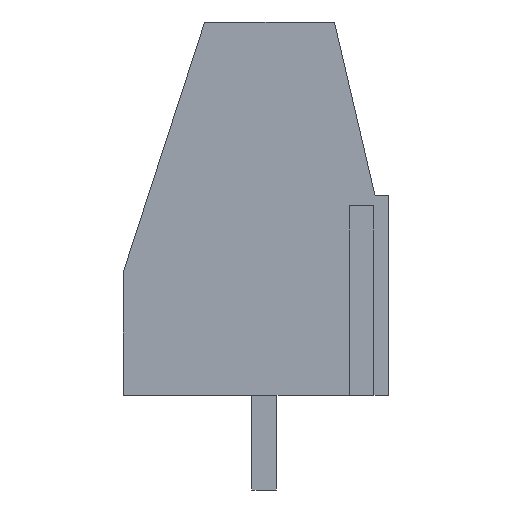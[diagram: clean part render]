
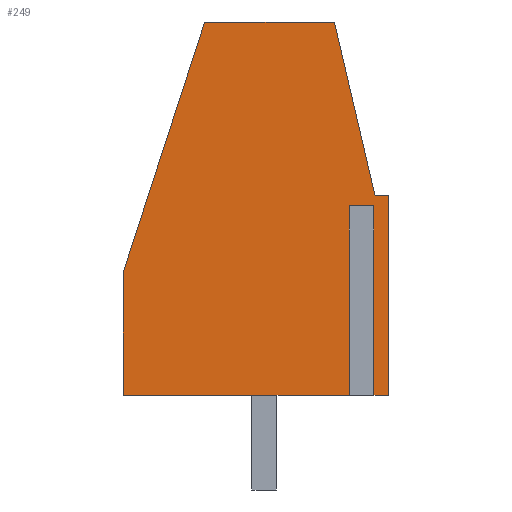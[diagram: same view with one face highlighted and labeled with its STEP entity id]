
A CAD part, left-side view. The second image highlights one B-rep face of the part: STEP entity #249.
In plain terms, the highlighted planar face has unit normal (-1, 0, 0).
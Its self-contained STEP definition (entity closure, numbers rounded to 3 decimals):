
#13=DIRECTION('',(0.,0.,1.));
#21=EDGE_CURVE('',#22,#24,#26,.T.);
#22=VERTEX_POINT('',#23);
#23=CARTESIAN_POINT('',(-2.54,-4.6,0.));
#24=VERTEX_POINT('',#25);
#25=CARTESIAN_POINT('',(-2.54,-3.83,0.));
#26=LINE('',#23,#27);
#27=VECTOR('',#28,1.);
#28=DIRECTION('',(0.,1.,0.));
#35=DIRECTION('',(1.,0.,0.));
#53=VECTOR('',#54,1.);
#54=DIRECTION('',(0.,-1.,0.));
#68=VERTEX_POINT('',#69);
#69=CARTESIAN_POINT('',(-2.54,5.2,0.));
#72=EDGE_CURVE('',#73,#68,#26,.T.);
#73=VERTEX_POINT('',#74);
#74=CARTESIAN_POINT('',(-2.54,-3.37,0.));
#249=ADVANCED_FACE('',(#250),#304,.F.);
#250=FACE_BOUND('',#251,.F.);
#251=EDGE_LOOP('',(#252,#261,#266,#272,#273,#279,#284,#287,#288,#293,#300));
#252=ORIENTED_EDGE('',*,*,#253,.T.);
#253=EDGE_CURVE('',#254,#256,#258,.T.);
#254=VERTEX_POINT('',#255);
#255=CARTESIAN_POINT('',(-2.54,-2.6,13.8));
#256=VERTEX_POINT('',#257);
#257=CARTESIAN_POINT('',(-2.54,-4.1,7.4));
#258=LINE('',#255,#259);
#259=VECTOR('',#260,1.);
#260=DIRECTION('',(0.,-0.228,-0.974));
#261=ORIENTED_EDGE('',*,*,#262,.T.);
#262=EDGE_CURVE('',#256,#263,#265,.T.);
#263=VERTEX_POINT('',#264);
#264=CARTESIAN_POINT('',(-2.54,-4.6,7.4));
#265=LINE('',#257,#53);
#266=ORIENTED_EDGE('',*,*,#267,.T.);
#267=EDGE_CURVE('',#263,#22,#268,.T.);
#268=LINE('',#269,#270);
#269=CARTESIAN_POINT('',(-2.54,-4.6,13.8));
#270=VECTOR('',#271,1.);
#271=DIRECTION('',(0.,0.,-1.));
#272=ORIENTED_EDGE('',*,*,#21,.T.);
#273=ORIENTED_EDGE('',*,*,#274,.T.);
#274=EDGE_CURVE('',#24,#275,#277,.T.);
#275=VERTEX_POINT('',#276);
#276=CARTESIAN_POINT('',(-2.54,-3.83,7.));
#277=LINE('',#25,#278);
#278=VECTOR('',#13,1.);
#279=ORIENTED_EDGE('',*,*,#280,.T.);
#280=EDGE_CURVE('',#275,#281,#283,.T.);
#281=VERTEX_POINT('',#282);
#282=CARTESIAN_POINT('',(-2.54,-3.37,7.));
#283=LINE('',#276,#27);
#284=ORIENTED_EDGE('',*,*,#285,.F.);
#285=EDGE_CURVE('',#73,#281,#286,.T.);
#286=LINE('',#74,#278);
#287=ORIENTED_EDGE('',*,*,#72,.T.);
#288=ORIENTED_EDGE('',*,*,#289,.T.);
#289=EDGE_CURVE('',#68,#290,#292,.T.);
#290=VERTEX_POINT('',#291);
#291=CARTESIAN_POINT('',(-2.54,5.2,4.57));
#292=LINE('',#69,#278);
#293=ORIENTED_EDGE('',*,*,#294,.F.);
#294=EDGE_CURVE('',#295,#290,#297,.T.);
#295=VERTEX_POINT('',#296);
#296=CARTESIAN_POINT('',(-2.54,2.2,13.8));
#297=LINE('',#296,#298);
#298=VECTOR('',#299,1.);
#299=DIRECTION('',(0.,0.309,-0.951));
#300=ORIENTED_EDGE('',*,*,#301,.T.);
#301=EDGE_CURVE('',#295,#254,#302,.T.);
#302=LINE('',#303,#53);
#303=CARTESIAN_POINT('',(-2.54,5.2,13.8));
#304=PLANE('',#305);
#305=AXIS2_PLACEMENT_3D('',#306,#35,#307);
#306=CARTESIAN_POINT('',(-2.54,0.3,6.9));
#307=DIRECTION('',(-0.,0.,1.));
